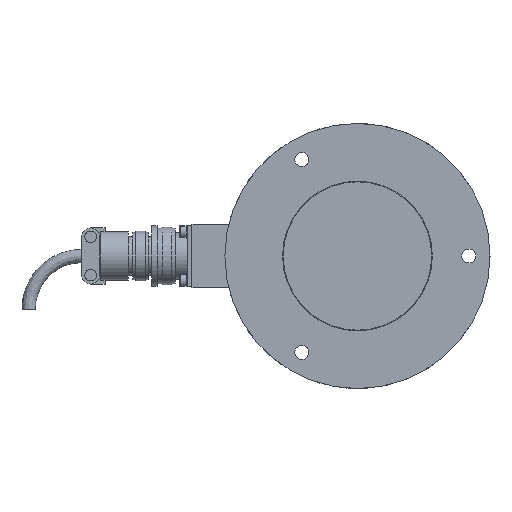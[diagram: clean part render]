
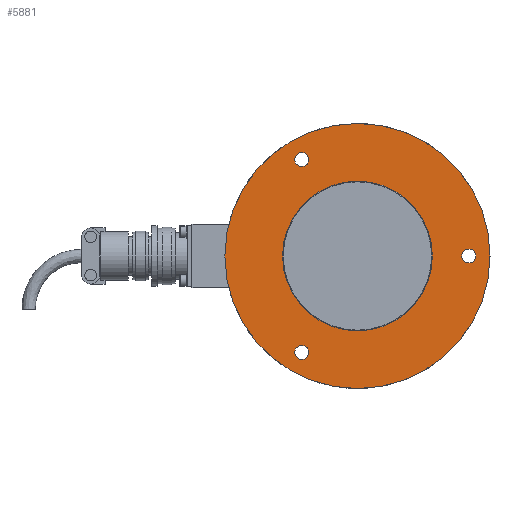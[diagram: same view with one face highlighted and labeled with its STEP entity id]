
A CAD part, left-side view. The second image highlights one B-rep face of the part: STEP entity #5881.
In plain terms, the highlighted face is planar.
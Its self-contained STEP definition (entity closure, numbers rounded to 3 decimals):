
#22 = VERTEX_POINT ( 'NONE', #8292 ) ;
#43 = EDGE_CURVE ( 'NONE', #10148, #10754, #12000, .T. ) ;
#115 = VERTEX_POINT ( 'NONE', #3501 ) ;
#408 = VERTEX_POINT ( 'NONE', #5960 ) ;
#441 = FACE_BOUND ( 'NONE', #5890, .T. ) ;
#792 = VERTEX_POINT ( 'NONE', #7337 ) ;
#1163 = AXIS2_PLACEMENT_3D ( 'NONE', #10094, #5433, #8274 ) ;
#1235 = ORIENTED_EDGE ( 'NONE', *, *, #8213, .F. ) ;
#1397 = EDGE_LOOP ( 'NONE', ( #7531, #5516 ) ) ;
#1635 = DIRECTION ( 'NONE',  ( -1., 0., 0. ) ) ;
#1686 = ORIENTED_EDGE ( 'NONE', *, *, #2970, .F. ) ;
#1757 = CARTESIAN_POINT ( 'NONE',  ( 7., 0., 0. ) ) ;
#1802 = DIRECTION ( 'NONE',  ( 0., 0., 1. ) ) ;
#1922 = CIRCLE ( 'NONE', #11966, 3.3 ) ;
#2357 = ORIENTED_EDGE ( 'NONE', *, *, #11826, .F. ) ;
#2363 = FACE_BOUND ( 'NONE', #1397, .T. ) ;
#2679 = CARTESIAN_POINT ( 'NONE',  ( 7., 0., 35.3 ) ) ;
#2874 = EDGE_CURVE ( 'NONE', #408, #8097, #3535, .T. ) ;
#2889 = CARTESIAN_POINT ( 'NONE',  ( 7., 52.5, 0. ) ) ;
#2970 = EDGE_CURVE ( 'NONE', #115, #22, #9127, .T. ) ;
#3094 = DIRECTION ( 'NONE',  ( 0., 0., -1. ) ) ;
#3191 = CIRCLE ( 'NONE', #10149, 62.5 ) ;
#3315 = DIRECTION ( 'NONE',  ( 0., 0., 1. ) ) ;
#3401 = AXIS2_PLACEMENT_3D ( 'NONE', #7269, #10115, #8250 ) ;
#3427 = ORIENTED_EDGE ( 'NONE', *, *, #3783, .F. ) ;
#3459 = DIRECTION ( 'NONE',  ( 0., 0.866, 0.5 ) ) ;
#3501 = CARTESIAN_POINT ( 'NONE',  ( 7., 0., 62.5 ) ) ;
#3535 = CIRCLE ( 'NONE', #4949, 3.3 ) ;
#3783 = EDGE_CURVE ( 'NONE', #12120, #792, #5180, .T. ) ;
#3867 = DIRECTION ( 'NONE',  ( 0., -0.866, 0.5 ) ) ;
#3996 = CARTESIAN_POINT ( 'NONE',  ( 7., -26.25, 42.166 ) ) ;
#4078 = EDGE_LOOP ( 'NONE', ( #1235, #3427 ) ) ;
#4304 = CARTESIAN_POINT ( 'NONE',  ( 7., -26.25, -45.466 ) ) ;
#4349 = CARTESIAN_POINT ( 'NONE',  ( 7., -26.25, -45.466 ) ) ;
#4609 = EDGE_CURVE ( 'NONE', #5308, #7355, #11901, .T. ) ;
#4662 = DIRECTION ( 'NONE',  ( -1., 0., 0. ) ) ;
#4676 = DIRECTION ( 'NONE',  ( 0., -0.866, 0.5 ) ) ;
#4949 = AXIS2_PLACEMENT_3D ( 'NONE', #4304, #6132, #9951 ) ;
#4971 = CARTESIAN_POINT ( 'NONE',  ( 7., -26.25, 48.766 ) ) ;
#5180 = CIRCLE ( 'NONE', #6519, 3.3 ) ;
#5308 = VERTEX_POINT ( 'NONE', #4971 ) ;
#5342 = ORIENTED_EDGE ( 'NONE', *, *, #2874, .F. ) ;
#5433 = DIRECTION ( 'NONE',  ( -1., 0., 0. ) ) ;
#5516 = ORIENTED_EDGE ( 'NONE', *, *, #43, .T. ) ;
#5881 = ADVANCED_FACE ( 'NONE', ( #10875, #6184, #441, #2363, #7642 ), #8724, .F. ) ;
#5890 = EDGE_LOOP ( 'NONE', ( #7198, #10199 ) ) ;
#5960 = CARTESIAN_POINT ( 'NONE',  ( 7., -26.25, -42.166 ) ) ;
#6132 = DIRECTION ( 'NONE',  ( 1., 0., 0. ) ) ;
#6184 = FACE_BOUND ( 'NONE', #4078, .T. ) ;
#6449 = AXIS2_PLACEMENT_3D ( 'NONE', #7762, #9672, #3094 ) ;
#6519 = AXIS2_PLACEMENT_3D ( 'NONE', #9447, #9488, #3867 ) ;
#6605 = AXIS2_PLACEMENT_3D ( 'NONE', #8790, #6918, #7901 ) ;
#6670 = AXIS2_PLACEMENT_3D ( 'NONE', #2889, #11254, #4676 ) ;
#6896 = EDGE_CURVE ( 'NONE', #22, #115, #3191, .T. ) ;
#6918 = DIRECTION ( 'NONE',  ( 1., 0., 0. ) ) ;
#7010 = AXIS2_PLACEMENT_3D ( 'NONE', #9217, #1635, #7223 ) ;
#7198 = ORIENTED_EDGE ( 'NONE', *, *, #10242, .F. ) ;
#7223 = DIRECTION ( 'NONE',  ( 0., 0., 1. ) ) ;
#7236 = CARTESIAN_POINT ( 'NONE',  ( 7., -26.25, -48.766 ) ) ;
#7269 = CARTESIAN_POINT ( 'NONE',  ( 7., 0., 0. ) ) ;
#7337 = CARTESIAN_POINT ( 'NONE',  ( 7., 52.5, -3.3 ) ) ;
#7355 = VERTEX_POINT ( 'NONE', #3996 ) ;
#7531 = ORIENTED_EDGE ( 'NONE', *, *, #9382, .T. ) ;
#7642 = FACE_OUTER_BOUND ( 'NONE', #8702, .T. ) ;
#7706 = CIRCLE ( 'NONE', #6449, 3.3 ) ;
#7745 = CARTESIAN_POINT ( 'NONE',  ( 7., 35., 0. ) ) ;
#7762 = CARTESIAN_POINT ( 'NONE',  ( 7., -26.25, 45.466 ) ) ;
#7901 = DIRECTION ( 'NONE',  ( 0., 0., -1. ) ) ;
#7972 = AXIS2_PLACEMENT_3D ( 'NONE', #7745, #10690, #3315 ) ;
#8097 = VERTEX_POINT ( 'NONE', #7236 ) ;
#8213 = EDGE_CURVE ( 'NONE', #792, #12120, #8907, .T. ) ;
#8250 = DIRECTION ( 'NONE',  ( 0., 0., 1. ) ) ;
#8274 = DIRECTION ( 'NONE',  ( 0., 0., 1. ) ) ;
#8292 = CARTESIAN_POINT ( 'NONE',  ( 7., 0., -62.5 ) ) ;
#8702 = EDGE_LOOP ( 'NONE', ( #1686, #10419 ) ) ;
#8724 = PLANE ( 'NONE',  #7972 ) ;
#8790 = CARTESIAN_POINT ( 'NONE',  ( 7., -26.25, 45.466 ) ) ;
#8907 = CIRCLE ( 'NONE', #6670, 3.3 ) ;
#9127 = CIRCLE ( 'NONE', #7010, 62.5 ) ;
#9217 = CARTESIAN_POINT ( 'NONE',  ( 7., 0., 0. ) ) ;
#9382 = EDGE_CURVE ( 'NONE', #10754, #10148, #10348, .T. ) ;
#9447 = CARTESIAN_POINT ( 'NONE',  ( 7., 52.5, 0. ) ) ;
#9488 = DIRECTION ( 'NONE',  ( 1., 0., 0. ) ) ;
#9672 = DIRECTION ( 'NONE',  ( 1., 0., 0. ) ) ;
#9951 = DIRECTION ( 'NONE',  ( 0., 0.866, 0.5 ) ) ;
#10094 = CARTESIAN_POINT ( 'NONE',  ( 7., 0., 0. ) ) ;
#10112 = CARTESIAN_POINT ( 'NONE',  ( 7., 0., -35.3 ) ) ;
#10115 = DIRECTION ( 'NONE',  ( -1., 0., 0. ) ) ;
#10148 = VERTEX_POINT ( 'NONE', #10112 ) ;
#10149 = AXIS2_PLACEMENT_3D ( 'NONE', #1757, #4662, #1802 ) ;
#10199 = ORIENTED_EDGE ( 'NONE', *, *, #4609, .F. ) ;
#10242 = EDGE_CURVE ( 'NONE', #7355, #5308, #7706, .T. ) ;
#10280 = CARTESIAN_POINT ( 'NONE',  ( 7., 52.5, 3.3 ) ) ;
#10348 = CIRCLE ( 'NONE', #1163, 35.3 ) ;
#10419 = ORIENTED_EDGE ( 'NONE', *, *, #6896, .F. ) ;
#10690 = DIRECTION ( 'NONE',  ( -1., 0., 0. ) ) ;
#10754 = VERTEX_POINT ( 'NONE', #2679 ) ;
#10875 = FACE_BOUND ( 'NONE', #12185, .T. ) ;
#10923 = DIRECTION ( 'NONE',  ( 1., 0., 0. ) ) ;
#11254 = DIRECTION ( 'NONE',  ( 1., 0., 0. ) ) ;
#11826 = EDGE_CURVE ( 'NONE', #8097, #408, #1922, .T. ) ;
#11901 = CIRCLE ( 'NONE', #6605, 3.3 ) ;
#11966 = AXIS2_PLACEMENT_3D ( 'NONE', #4349, #10923, #3459 ) ;
#12000 = CIRCLE ( 'NONE', #3401, 35.3 ) ;
#12120 = VERTEX_POINT ( 'NONE', #10280 ) ;
#12185 = EDGE_LOOP ( 'NONE', ( #2357, #5342 ) ) ;
